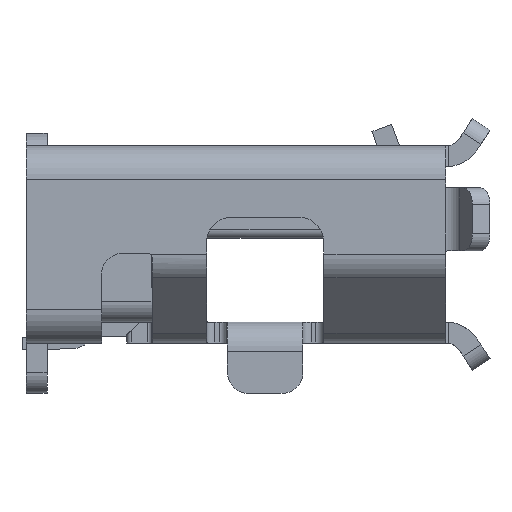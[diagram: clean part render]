
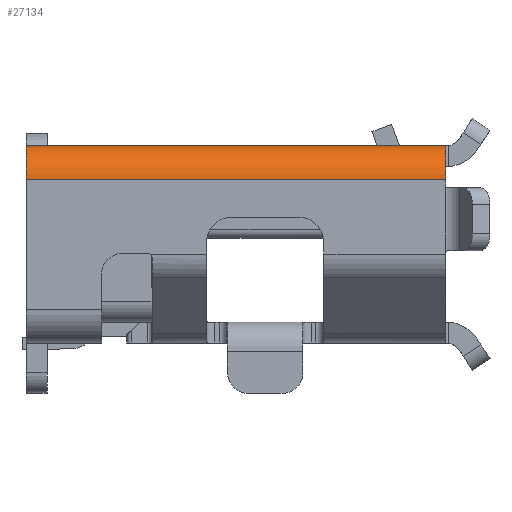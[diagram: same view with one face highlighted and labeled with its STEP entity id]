
A CAD part, left-side view. The second image highlights one B-rep face of the part: STEP entity #27134.
In plain terms, the highlighted cylindrical face has radius 0.4 mm (diameter 0.8 mm), a partial arc.
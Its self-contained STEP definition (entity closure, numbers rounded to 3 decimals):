
#8484 = PLANE('',#8485);
#8485 = AXIS2_PLACEMENT_3D('',#8486,#8487,#8488);
#8486 = CARTESIAN_POINT('',(-3.515,-2.272,
    2.415));
#8487 = DIRECTION('',(0.,-1.,0.));
#8488 = DIRECTION('',(0.,0.,1.));
#13393 = PLANE('',#13394);
#13394 = AXIS2_PLACEMENT_3D('',#13395,#13396,#13397);
#13395 = CARTESIAN_POINT('',(-3.164,2.728,
    1.475));
#13396 = DIRECTION('',(0.,-1.,0.));
#13397 = DIRECTION('',(1.,0.,0.));
#16236 = VERTEX_POINT('',#16237);
#16237 = CARTESIAN_POINT('',(-3.4,2.728,
    2.65));
#16251 = PLANE('',#16252);
#16252 = AXIS2_PLACEMENT_3D('',#16253,#16254,#16255);
#16253 = CARTESIAN_POINT('',(-0.1,0.228,
    2.65));
#16254 = DIRECTION('',(0.,0.,1.));
#16255 = DIRECTION('',(1.,0.,0.));
#16263 = EDGE_CURVE('',#16236,#16264,#16266,.T.);
#16264 = VERTEX_POINT('',#16265);
#16265 = CARTESIAN_POINT('',(-3.8,2.728,
    2.25));
#16266 = SURFACE_CURVE('',#16267,(#16272,#16279),.PCURVE_S1.);
#16267 = CIRCLE('',#16268,0.4);
#16268 = AXIS2_PLACEMENT_3D('',#16269,#16270,#16271);
#16269 = CARTESIAN_POINT('',(-3.4,2.728,
    2.25));
#16270 = DIRECTION('',(0.,-1.,0.));
#16271 = DIRECTION('',(0.,0.,
    1.));
#16272 = PCURVE('',#13393,#16273);
#16273 = DEFINITIONAL_REPRESENTATION('',(#16274),#16278);
#16274 = CIRCLE('',#16275,0.4);
#16275 = AXIS2_PLACEMENT_2D('',#16276,#16277);
#16276 = CARTESIAN_POINT('',(-0.236,0.775));
#16277 = DIRECTION('',(0.,1.));
#16278 = ( GEOMETRIC_REPRESENTATION_CONTEXT(2) 
PARAMETRIC_REPRESENTATION_CONTEXT() REPRESENTATION_CONTEXT('2D SPACE',''
  ) );
#16279 = PCURVE('',#16280,#16285);
#16280 = CYLINDRICAL_SURFACE('',#16281,0.4);
#16281 = AXIS2_PLACEMENT_3D('',#16282,#16283,#16284);
#16282 = CARTESIAN_POINT('',(-3.4,-2.372,
    2.25));
#16283 = DIRECTION('',(0.,1.,0.));
#16284 = DIRECTION('',(-1.,0.,
    0.));
#16285 = DEFINITIONAL_REPRESENTATION('',(#16286),#16290);
#16286 = LINE('',#16287,#16288);
#16287 = CARTESIAN_POINT('',(1.571,5.1));
#16288 = VECTOR('',#16289,1.);
#16289 = DIRECTION('',(-1.,0.));
#16290 = ( GEOMETRIC_REPRESENTATION_CONTEXT(2) 
PARAMETRIC_REPRESENTATION_CONTEXT() REPRESENTATION_CONTEXT('2D SPACE',''
  ) );
#16308 = PLANE('',#16309);
#16309 = AXIS2_PLACEMENT_3D('',#16310,#16311,#16312);
#16310 = CARTESIAN_POINT('',(-3.8,0.228,
    1.475));
#16311 = DIRECTION('',(1.,0.,0.));
#16312 = DIRECTION('',(0.,0.,-1.));
#16965 = EDGE_CURVE('',#16966,#16264,#16968,.T.);
#16966 = VERTEX_POINT('',#16967);
#16967 = CARTESIAN_POINT('',(-3.8,-2.272,
    2.25));
#16968 = SURFACE_CURVE('',#16969,(#16973,#16980),.PCURVE_S1.);
#16969 = LINE('',#16970,#16971);
#16970 = CARTESIAN_POINT('',(-3.8,-2.272,
    2.25));
#16971 = VECTOR('',#16972,1.);
#16972 = DIRECTION('',(0.,1.,0.));
#16973 = PCURVE('',#16308,#16974);
#16974 = DEFINITIONAL_REPRESENTATION('',(#16975),#16979);
#16975 = LINE('',#16976,#16977);
#16976 = CARTESIAN_POINT('',(-0.775,-2.5));
#16977 = VECTOR('',#16978,1.);
#16978 = DIRECTION('',(0.,1.));
#16979 = ( GEOMETRIC_REPRESENTATION_CONTEXT(2) 
PARAMETRIC_REPRESENTATION_CONTEXT() REPRESENTATION_CONTEXT('2D SPACE',''
  ) );
#16980 = PCURVE('',#16280,#16981);
#16981 = DEFINITIONAL_REPRESENTATION('',(#16982),#16986);
#16982 = LINE('',#16983,#16984);
#16983 = CARTESIAN_POINT('',(0.,0.1));
#16984 = VECTOR('',#16985,1.);
#16985 = DIRECTION('',(0.,1.));
#16986 = ( GEOMETRIC_REPRESENTATION_CONTEXT(2) 
PARAMETRIC_REPRESENTATION_CONTEXT() REPRESENTATION_CONTEXT('2D SPACE',''
  ) );
#26601 = VERTEX_POINT('',#26602);
#26602 = CARTESIAN_POINT('',(-3.4,-2.272,
    2.65));
#26623 = EDGE_CURVE('',#16966,#26601,#26624,.T.);
#26624 = SURFACE_CURVE('',#26625,(#26630,#26641),.PCURVE_S1.);
#26625 = CIRCLE('',#26626,0.4);
#26626 = AXIS2_PLACEMENT_3D('',#26627,#26628,#26629);
#26627 = CARTESIAN_POINT('',(-3.4,-2.272,
    2.25));
#26628 = DIRECTION('',(0.,1.,0.));
#26629 = DIRECTION('',(-1.,0.,
    0.));
#26630 = PCURVE('',#8484,#26631);
#26631 = DEFINITIONAL_REPRESENTATION('',(#26632),#26640);
#26632 = ( BOUNDED_CURVE() B_SPLINE_CURVE(2,(#26633,#26634,#26635,#26636
    ,#26637,#26638,#26639),.UNSPECIFIED.,.T.,.F.) 
B_SPLINE_CURVE_WITH_KNOTS((1,2,2,2,2,1),(-2.094,0.,
    2.094,4.189,6.283,8.378),
.UNSPECIFIED.) CURVE() GEOMETRIC_REPRESENTATION_ITEM() 
RATIONAL_B_SPLINE_CURVE((1.,0.5,1.,0.5,1.,0.5,1.)) REPRESENTATION_ITEM(
  '') );
#26633 = CARTESIAN_POINT('',(-0.165,0.285));
#26634 = CARTESIAN_POINT('',(0.528,0.285));
#26635 = CARTESIAN_POINT('',(0.181,-0.315));
#26636 = CARTESIAN_POINT('',(-0.165,-0.915));
#26637 = CARTESIAN_POINT('',(-0.511,-0.315));
#26638 = CARTESIAN_POINT('',(-0.858,0.285));
#26639 = CARTESIAN_POINT('',(-0.165,0.285));
#26640 = ( GEOMETRIC_REPRESENTATION_CONTEXT(2) 
PARAMETRIC_REPRESENTATION_CONTEXT() REPRESENTATION_CONTEXT('2D SPACE',''
  ) );
#26641 = PCURVE('',#16280,#26642);
#26642 = DEFINITIONAL_REPRESENTATION('',(#26643),#26647);
#26643 = LINE('',#26644,#26645);
#26644 = CARTESIAN_POINT('',(0.,0.1));
#26645 = VECTOR('',#26646,1.);
#26646 = DIRECTION('',(1.,0.));
#26647 = ( GEOMETRIC_REPRESENTATION_CONTEXT(2) 
PARAMETRIC_REPRESENTATION_CONTEXT() REPRESENTATION_CONTEXT('2D SPACE',''
  ) );
#27134 = ADVANCED_FACE('',(#27135),#16280,.T.);
#27135 = FACE_BOUND('',#27136,.T.);
#27136 = EDGE_LOOP('',(#27137,#27138,#27159,#27160));
#27137 = ORIENTED_EDGE('',*,*,#26623,.T.);
#27138 = ORIENTED_EDGE('',*,*,#27139,.F.);
#27139 = EDGE_CURVE('',#16236,#26601,#27140,.T.);
#27140 = SURFACE_CURVE('',#27141,(#27145,#27152),.PCURVE_S1.);
#27141 = LINE('',#27142,#27143);
#27142 = CARTESIAN_POINT('',(-3.4,2.728,
    2.65));
#27143 = VECTOR('',#27144,1.);
#27144 = DIRECTION('',(0.,-1.,0.));
#27145 = PCURVE('',#16280,#27146);
#27146 = DEFINITIONAL_REPRESENTATION('',(#27147),#27151);
#27147 = LINE('',#27148,#27149);
#27148 = CARTESIAN_POINT('',(1.571,5.1));
#27149 = VECTOR('',#27150,1.);
#27150 = DIRECTION('',(0.,-1.));
#27151 = ( GEOMETRIC_REPRESENTATION_CONTEXT(2) 
PARAMETRIC_REPRESENTATION_CONTEXT() REPRESENTATION_CONTEXT('2D SPACE',''
  ) );
#27152 = PCURVE('',#16251,#27153);
#27153 = DEFINITIONAL_REPRESENTATION('',(#27154),#27158);
#27154 = LINE('',#27155,#27156);
#27155 = CARTESIAN_POINT('',(-3.3,2.5));
#27156 = VECTOR('',#27157,1.);
#27157 = DIRECTION('',(0.,-1.));
#27158 = ( GEOMETRIC_REPRESENTATION_CONTEXT(2) 
PARAMETRIC_REPRESENTATION_CONTEXT() REPRESENTATION_CONTEXT('2D SPACE',''
  ) );
#27159 = ORIENTED_EDGE('',*,*,#16263,.T.);
#27160 = ORIENTED_EDGE('',*,*,#16965,.F.);
